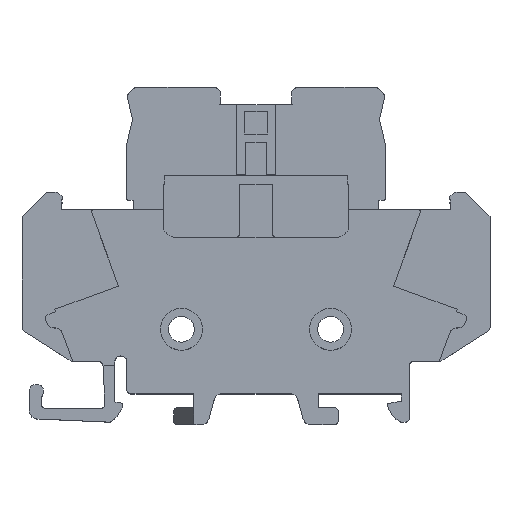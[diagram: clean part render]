
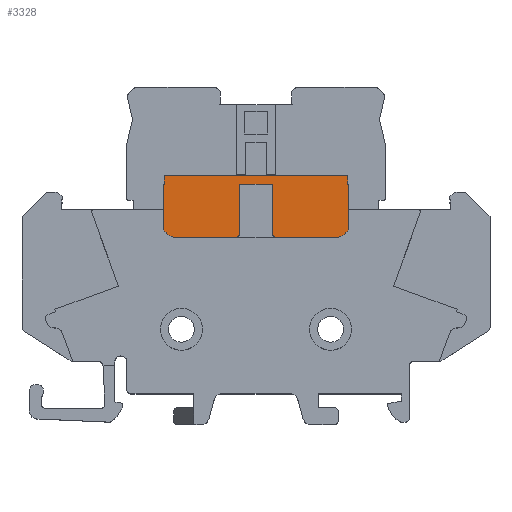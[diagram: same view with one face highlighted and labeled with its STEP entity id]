
A CAD part, top view. The second image highlights one B-rep face of the part: STEP entity #3328.
In plain terms, the highlighted planar face has unit normal (0, 0, 1).
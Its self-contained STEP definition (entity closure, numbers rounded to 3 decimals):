
#107=CARTESIAN_POINT('',(10.,20.9,0.));
#108=DIRECTION('',(0.,0.,1.));
#109=DIRECTION('',(0.,-1.,0.));
#110=AXIS2_PLACEMENT_3D('',#107,#108,#109);
#112=DIRECTION('',(-1.,0.,0.));
#113=VECTOR('',#112,7.5);
#114=CARTESIAN_POINT('',(10.,19.4,0.));
#115=LINE('',#114,#113);
#116=CARTESIAN_POINT('',(2.5,19.9,0.));
#117=DIRECTION('',(0.,0.,1.));
#118=DIRECTION('',(-1.,0.,0.));
#119=AXIS2_PLACEMENT_3D('',#116,#117,#118);
#121=DIRECTION('',(0.,1.,0.));
#122=VECTOR('',#121,6.1);
#123=CARTESIAN_POINT('',(2.,19.9,0.));
#124=LINE('',#123,#122);
#125=DIRECTION('',(-1.,0.,0.));
#126=VECTOR('',#125,4.);
#127=CARTESIAN_POINT('',(2.,26.,0.));
#128=LINE('',#127,#126);
#129=DIRECTION('',(0.,-1.,0.));
#130=VECTOR('',#129,6.1);
#131=CARTESIAN_POINT('',(-2.,26.,0.));
#132=LINE('',#131,#130);
#133=CARTESIAN_POINT('',(-2.5,19.9,0.));
#134=DIRECTION('',(0.,0.,1.));
#135=DIRECTION('',(0.,-1.,0.));
#136=AXIS2_PLACEMENT_3D('',#133,#134,#135);
#138=DIRECTION('',(-1.,0.,0.));
#139=VECTOR('',#138,7.5);
#140=CARTESIAN_POINT('',(-2.5,19.4,0.));
#141=LINE('',#140,#139);
#142=CARTESIAN_POINT('',(-10.,20.9,0.));
#143=DIRECTION('',(0.,0.,1.));
#144=DIRECTION('',(-1.,0.,0.));
#145=AXIS2_PLACEMENT_3D('',#142,#143,#144);
#147=DIRECTION('',(1.,0.,0.));
#148=VECTOR('',#147,0.1);
#149=CARTESIAN_POINT('',(-11.5,26.,0.));
#150=LINE('',#149,#148);
#151=DIRECTION('',(0.,1.,0.));
#152=VECTOR('',#151,1.);
#153=CARTESIAN_POINT('',(-11.4,26.,0.));
#154=LINE('',#153,#152);
#155=DIRECTION('',(1.,0.,0.));
#156=VECTOR('',#155,22.8);
#157=CARTESIAN_POINT('',(-11.4,27.,0.));
#158=LINE('',#157,#156);
#159=DIRECTION('',(0.,-1.,0.));
#160=VECTOR('',#159,1.);
#161=CARTESIAN_POINT('',(11.4,27.,0.));
#162=LINE('',#161,#160);
#163=DIRECTION('',(1.,0.,0.));
#164=VECTOR('',#163,0.1);
#165=CARTESIAN_POINT('',(11.4,26.,0.));
#166=LINE('',#165,#164);
#1810=DIRECTION('',(0.,1.,0.));
#1811=VECTOR('',#1810,5.1);
#1812=CARTESIAN_POINT('',(11.5,20.9,0.));
#1813=LINE('',#1812,#1811);
#1838=DIRECTION('',(0.,-1.,0.));
#1839=VECTOR('',#1838,5.1);
#1840=CARTESIAN_POINT('',(-11.5,26.,0.));
#1841=LINE('',#1840,#1839);
#2623=CARTESIAN_POINT('',(-11.5,26.,0.));
#2624=CARTESIAN_POINT('',(-11.4,26.,0.));
#2625=VERTEX_POINT('',#2623);
#2626=VERTEX_POINT('',#2624);
#2627=CARTESIAN_POINT('',(-11.4,27.,0.));
#2628=VERTEX_POINT('',#2627);
#2629=CARTESIAN_POINT('',(11.4,27.,0.));
#2630=VERTEX_POINT('',#2629);
#2631=CARTESIAN_POINT('',(11.4,26.,0.));
#2632=VERTEX_POINT('',#2631);
#2633=CARTESIAN_POINT('',(11.5,26.,0.));
#2634=VERTEX_POINT('',#2633);
#2863=CARTESIAN_POINT('',(10.,19.4,0.));
#2864=CARTESIAN_POINT('',(11.5,20.9,0.));
#2865=VERTEX_POINT('',#2863);
#2866=VERTEX_POINT('',#2864);
#2867=CARTESIAN_POINT('',(2.5,19.4,0.));
#2868=VERTEX_POINT('',#2867);
#2869=CARTESIAN_POINT('',(-11.5,20.9,0.));
#2870=CARTESIAN_POINT('',(-10.,19.4,0.));
#2871=VERTEX_POINT('',#2869);
#2872=VERTEX_POINT('',#2870);
#3201=CARTESIAN_POINT('',(-2.,26.,0.));
#3202=CARTESIAN_POINT('',(-2.,19.9,0.));
#3203=VERTEX_POINT('',#3201);
#3204=VERTEX_POINT('',#3202);
#3205=CARTESIAN_POINT('',(2.,19.9,0.));
#3206=CARTESIAN_POINT('',(2.,26.,0.));
#3207=VERTEX_POINT('',#3205);
#3208=VERTEX_POINT('',#3206);
#3209=CARTESIAN_POINT('',(-2.5,19.4,0.));
#3210=VERTEX_POINT('',#3209);
#3289=CARTESIAN_POINT('',(0.,0.,0.));
#3290=DIRECTION('',(0.,0.,1.));
#3291=DIRECTION('',(1.,0.,0.));
#3292=AXIS2_PLACEMENT_3D('',#3289,#3290,#3291);
#3293=PLANE('',#3292);
#3295=ORIENTED_EDGE('',*,*,#3294,.F.);
#3297=ORIENTED_EDGE('',*,*,#3296,.F.);
#3299=ORIENTED_EDGE('',*,*,#3298,.T.);
#3301=ORIENTED_EDGE('',*,*,#3300,.F.);
#3303=ORIENTED_EDGE('',*,*,#3302,.T.);
#3305=ORIENTED_EDGE('',*,*,#3304,.T.);
#3307=ORIENTED_EDGE('',*,*,#3306,.T.);
#3309=ORIENTED_EDGE('',*,*,#3308,.F.);
#3311=ORIENTED_EDGE('',*,*,#3310,.T.);
#3313=ORIENTED_EDGE('',*,*,#3312,.F.);
#3315=ORIENTED_EDGE('',*,*,#3314,.F.);
#3317=ORIENTED_EDGE('',*,*,#3316,.T.);
#3319=ORIENTED_EDGE('',*,*,#3318,.T.);
#3321=ORIENTED_EDGE('',*,*,#3320,.T.);
#3323=ORIENTED_EDGE('',*,*,#3322,.T.);
#3325=ORIENTED_EDGE('',*,*,#3324,.T.);
#3326=EDGE_LOOP('',(#3295,#3297,#3299,#3301,#3303,#3305,#3307,#3309,#3311,#3313,
#3315,#3317,#3319,#3321,#3323,#3325));
#3327=FACE_OUTER_BOUND('',#3326,.F.);
#3328=ADVANCED_FACE('',(#3327),#3293,.T.);
#111=CIRCLE('',#110,1.5);
#120=CIRCLE('',#119,0.5);
#137=CIRCLE('',#136,0.5);
#146=CIRCLE('',#145,1.5);
#3294=EDGE_CURVE('',#2866,#2634,#1813,.T.);
#3296=EDGE_CURVE('',#2865,#2866,#111,.T.);
#3298=EDGE_CURVE('',#2865,#2868,#115,.T.);
#3300=EDGE_CURVE('',#3207,#2868,#120,.T.);
#3302=EDGE_CURVE('',#3207,#3208,#124,.T.);
#3304=EDGE_CURVE('',#3208,#3203,#128,.T.);
#3306=EDGE_CURVE('',#3203,#3204,#132,.T.);
#3308=EDGE_CURVE('',#3210,#3204,#137,.T.);
#3310=EDGE_CURVE('',#3210,#2872,#141,.T.);
#3312=EDGE_CURVE('',#2871,#2872,#146,.T.);
#3314=EDGE_CURVE('',#2625,#2871,#1841,.T.);
#3316=EDGE_CURVE('',#2625,#2626,#150,.T.);
#3318=EDGE_CURVE('',#2626,#2628,#154,.T.);
#3320=EDGE_CURVE('',#2628,#2630,#158,.T.);
#3322=EDGE_CURVE('',#2630,#2632,#162,.T.);
#3324=EDGE_CURVE('',#2632,#2634,#166,.T.);
